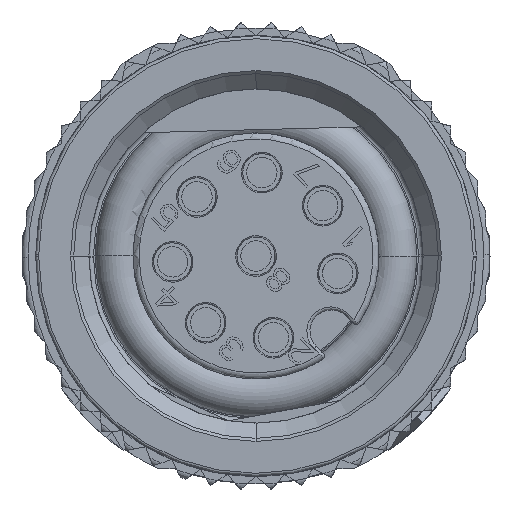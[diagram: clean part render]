
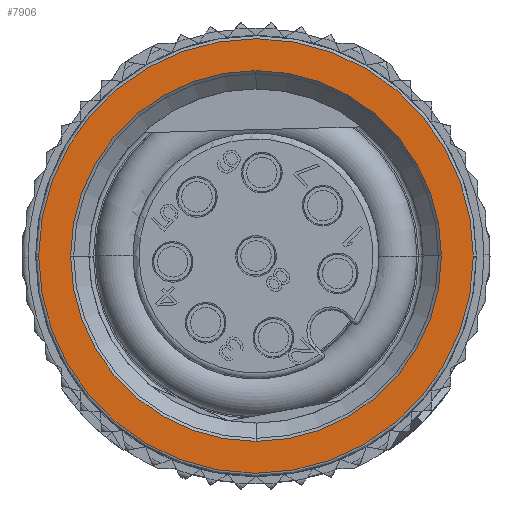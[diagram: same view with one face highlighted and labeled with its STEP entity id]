
A CAD part, front view. The second image highlights one B-rep face of the part: STEP entity #7906.
In plain terms, the highlighted planar face has unit normal (0, -1, 0).
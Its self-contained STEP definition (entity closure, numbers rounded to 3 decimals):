
#7906=ADVANCED_FACE('',(#15990,#15991),#15992,.T.);
#15990=FACE_OUTER_BOUND('',#35894,.T.);
#15991=FACE_BOUND('',#35895,.T.);
#15992=PLANE('',#35896);
#35894=EDGE_LOOP('',(#64986,#64987,#64988,#64989));
#35895=EDGE_LOOP('',(#64990,#64991,#64992,#64993));
#35896=AXIS2_PLACEMENT_3D('',#64994,#64995,#64996);
#64986=ORIENTED_EDGE('',*,*,#75325,.F.);
#64987=ORIENTED_EDGE('',*,*,#73724,.F.);
#64988=ORIENTED_EDGE('',*,*,#75323,.F.);
#64989=ORIENTED_EDGE('',*,*,#73729,.F.);
#64990=ORIENTED_EDGE('',*,*,#75333,.F.);
#64991=ORIENTED_EDGE('',*,*,#73707,.F.);
#64992=ORIENTED_EDGE('',*,*,#73714,.F.);
#64993=ORIENTED_EDGE('',*,*,#75334,.F.);
#64994=CARTESIAN_POINT('',(0.0,-12.4,0.0));
#64995=DIRECTION('',(0.0,-1.0,0.0));
#64996=DIRECTION('',(1.0,0.0,0.0));
#73707=EDGE_CURVE('',#86889,#86887,#86891,.T.);
#73714=EDGE_CURVE('',#86899,#86889,#86901,.T.);
#73724=EDGE_CURVE('',#86917,#86913,#86919,.T.);
#73729=EDGE_CURVE('',#86926,#86922,#86928,.T.);
#75323=EDGE_CURVE('',#86922,#86917,#89218,.T.);
#75325=EDGE_CURVE('',#86913,#86926,#89220,.T.);
#75333=EDGE_CURVE('',#86887,#89229,#89230,.T.);
#75334=EDGE_CURVE('',#89229,#86899,#89231,.T.);
#86887=VERTEX_POINT('',#111831);
#86889=VERTEX_POINT('',#111834);
#86891=CIRCLE('',#111837,6.1);
#86899=VERTEX_POINT('',#111846);
#86901=CIRCLE('',#111849,6.1);
#86913=VERTEX_POINT('',#111861);
#86917=VERTEX_POINT('',#111865);
#86919=CIRCLE('',#111867,7.15);
#86922=VERTEX_POINT('',#111870);
#86926=VERTEX_POINT('',#111874);
#86928=CIRCLE('',#111876,7.15);
#89218=CIRCLE('',#117075,7.15);
#89220=CIRCLE('',#117077,7.15);
#89229=VERTEX_POINT('',#117088);
#89230=CIRCLE('',#117089,6.1);
#89231=CIRCLE('',#117090,6.1);
#111831=CARTESIAN_POINT('',(0.0,-12.4,6.1));
#111834=CARTESIAN_POINT('',(6.1,-12.4,0.0));
#111837=AXIS2_PLACEMENT_3D('',#128938,#128939,#128940);
#111846=CARTESIAN_POINT('',(0.0,-12.4,-6.1));
#111849=AXIS2_PLACEMENT_3D('',#128949,#128950,#128951);
#111861=CARTESIAN_POINT('',(-7.15,-12.4,0.052));
#111865=CARTESIAN_POINT('',(-7.15,-12.4,0.0));
#111867=AXIS2_PLACEMENT_3D('',#128973,#128974,#128975);
#111870=CARTESIAN_POINT('',(7.15,-12.4,-0.052));
#111874=CARTESIAN_POINT('',(7.15,-12.4,0.0));
#111876=AXIS2_PLACEMENT_3D('',#128985,#128986,#128987);
#117075=AXIS2_PLACEMENT_3D('',#130886,#130887,#130888);
#117077=AXIS2_PLACEMENT_3D('',#130889,#130890,#130891);
#117088=CARTESIAN_POINT('',(-6.1,-12.4,0.0));
#117089=AXIS2_PLACEMENT_3D('',#130900,#130901,#130902);
#117090=AXIS2_PLACEMENT_3D('',#130903,#130904,#130905);
#128938=CARTESIAN_POINT('',(0.0,-12.4,0.0));
#128939=DIRECTION('',(0.0,-1.0,0.0));
#128940=DIRECTION('',(1.0,0.0,0.0));
#128949=CARTESIAN_POINT('',(0.0,-12.4,0.0));
#128950=DIRECTION('',(0.0,-1.0,0.0));
#128951=DIRECTION('',(0.0,0.0,-1.0));
#128973=CARTESIAN_POINT('',(0.0,-12.4,0.0));
#128974=DIRECTION('',(0.0,1.0,0.0));
#128975=DIRECTION('',(-1.0,0.0,0.0));
#128985=CARTESIAN_POINT('',(0.0,-12.4,0.0));
#128986=DIRECTION('',(-0.0,1.0,0.0));
#128987=DIRECTION('',(1.0,0.0,0.0));
#130886=CARTESIAN_POINT('',(0.0,-12.4,0.0));
#130887=DIRECTION('',(0.0,1.0,0.0));
#130888=DIRECTION('',(1.,0.0,-0.007));
#130889=CARTESIAN_POINT('',(0.0,-12.4,0.0));
#130890=DIRECTION('',(0.0,1.0,0.0));
#130891=DIRECTION('',(-1.,0.0,0.007));
#130900=CARTESIAN_POINT('',(0.0,-12.4,0.0));
#130901=DIRECTION('',(0.0,-1.0,0.0));
#130902=DIRECTION('',(0.0,0.0,1.0));
#130903=CARTESIAN_POINT('',(0.0,-12.4,0.0));
#130904=DIRECTION('',(0.0,-1.0,0.0));
#130905=DIRECTION('',(-1.0,0.0,0.0));
